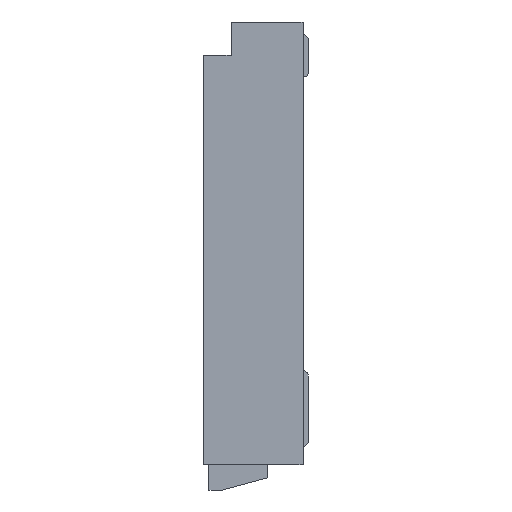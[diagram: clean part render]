
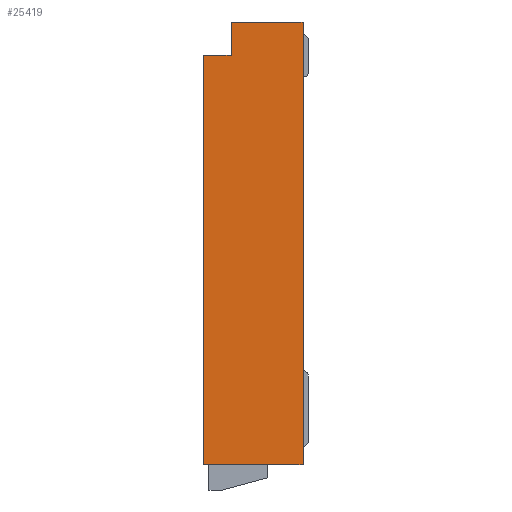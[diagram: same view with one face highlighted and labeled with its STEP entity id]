
A CAD part, left-side view. The second image highlights one B-rep face of the part: STEP entity #25419.
In plain terms, the highlighted planar face has unit normal (-1, 0, 0).
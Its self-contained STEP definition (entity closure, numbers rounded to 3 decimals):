
#626=FACE_OUTER_BOUND('',#1811,.T.);
#1811=EDGE_LOOP('',(#18163,#18164,#18165,#18166,#18167,#18168));
#3666=LINE('',#35514,#7160);
#3914=LINE('',#36169,#7408);
#3922=LINE('',#36184,#7416);
#3923=LINE('',#36186,#7417);
#3924=LINE('',#36188,#7418);
#3925=LINE('',#36189,#7419);
#7160=VECTOR('',#28564,1000.);
#7408=VECTOR('',#29298,1000.);
#7416=VECTOR('',#29310,1000.);
#7417=VECTOR('',#29311,1000.);
#7418=VECTOR('',#29312,1000.);
#7419=VECTOR('',#29313,1000.);
#10567=VERTEX_POINT('',#35499);
#10573=VERTEX_POINT('',#35512);
#10711=VERTEX_POINT('',#36167);
#10716=VERTEX_POINT('',#36183);
#10717=VERTEX_POINT('',#36185);
#10718=VERTEX_POINT('',#36187);
#13222=EDGE_CURVE('',#10573,#10567,#3666,.T.);
#13536=EDGE_CURVE('',#10711,#10573,#3914,.T.);
#13544=EDGE_CURVE('',#10567,#10716,#3922,.T.);
#13545=EDGE_CURVE('',#10717,#10711,#3923,.T.);
#13546=EDGE_CURVE('',#10718,#10717,#3924,.T.);
#13547=EDGE_CURVE('',#10718,#10716,#3925,.T.);
#18163=ORIENTED_EDGE('',*,*,#13544,.F.);
#18164=ORIENTED_EDGE('',*,*,#13222,.F.);
#18165=ORIENTED_EDGE('',*,*,#13536,.F.);
#18166=ORIENTED_EDGE('',*,*,#13545,.F.);
#18167=ORIENTED_EDGE('',*,*,#13546,.F.);
#18168=ORIENTED_EDGE('',*,*,#13547,.T.);
#24367=PLANE('',#26717);
#25419=ADVANCED_FACE('',(#626),#24367,.T.);
#26717=AXIS2_PLACEMENT_3D('',#36182,#29308,#29309);
#28564=DIRECTION('',(0.,0.,1.));
#29298=DIRECTION('',(0.,1.,0.));
#29308=DIRECTION('center_axis',(-1.,0.,0.));
#29309=DIRECTION('ref_axis',(0.,0.,
1.));
#29310=DIRECTION('',(0.,-1.,0.));
#29311=DIRECTION('',(0.,0.,-1.));
#29312=DIRECTION('',(0.,-1.,0.));
#29313=DIRECTION('',(0.,0.,-1.));
#35499=CARTESIAN_POINT('',(0.,0.9,-0.3));
#35512=CARTESIAN_POINT('',(0.,0.9,-4.));
#35514=CARTESIAN_POINT('',(0.,0.9,0.));
#36167=CARTESIAN_POINT('',(0.,0.,-4.));
#36169=CARTESIAN_POINT('',(0.,0.,-4.));
#36182=CARTESIAN_POINT('Origin',(0.,0.9,0.));
#36183=CARTESIAN_POINT('',(0.,0.65,-0.3));
#36184=CARTESIAN_POINT('',(0.,0.9,-0.3));
#36185=CARTESIAN_POINT('',(0.,0.,0.));
#36186=CARTESIAN_POINT('',(0.,0.,0.));
#36187=CARTESIAN_POINT('',(0.,0.65,0.));
#36188=CARTESIAN_POINT('',(0.,0.,0.));
#36189=CARTESIAN_POINT('',(0.,0.65,0.));
